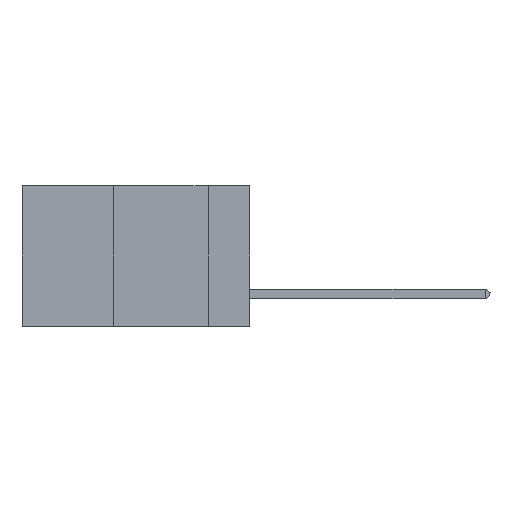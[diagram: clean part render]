
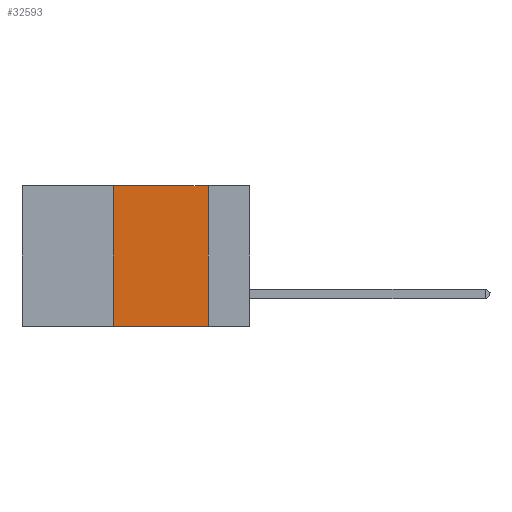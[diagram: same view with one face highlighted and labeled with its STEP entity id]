
A CAD part, left-side view. The second image highlights one B-rep face of the part: STEP entity #32593.
In plain terms, the highlighted planar face has unit normal (-1, 0, 0).
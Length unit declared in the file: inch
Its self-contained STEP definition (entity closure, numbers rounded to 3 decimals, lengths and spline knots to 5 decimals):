
#1384 = CARTESIAN_POINT ( 'NONE',  ( 0., 0.11, 0. ) ) ;
#3502 = LINE ( 'NONE', #28277, #4964 ) ;
#4092 = LINE ( 'NONE', #11073, #32908 ) ;
#4415 = EDGE_CURVE ( 'NONE', #15752, #13986, #4092, .T. ) ;
#4792 = AXIS2_PLACEMENT_3D ( 'NONE', #7437, #20565, #26719 ) ;
#4964 = VECTOR ( 'NONE', #37093, 39.37008 ) ;
#7437 = CARTESIAN_POINT ( 'NONE',  ( 0., 0.6, 0. ) ) ;
#9115 = EDGE_CURVE ( 'NONE', #13986, #23547, #16919, .T. ) ;
#11073 = CARTESIAN_POINT ( 'NONE',  ( 0., 0.6, 0. ) ) ;
#13164 = ORIENTED_EDGE ( 'NONE', *, *, #4415, .F. ) ;
#13986 = VERTEX_POINT ( 'NONE', #26009 ) ;
#15302 = ORIENTED_EDGE ( 'NONE', *, *, #19460, .T. ) ;
#15344 = DIRECTION ( 'NONE',  ( 0., -1., 0. ) ) ;
#15752 = VERTEX_POINT ( 'NONE', #38148 ) ;
#15839 = CARTESIAN_POINT ( 'NONE',  ( 0., 0.11, -0.37 ) ) ;
#16919 = LINE ( 'NONE', #1384, #17916 ) ;
#17916 = VECTOR ( 'NONE', #35439, 39.37008 ) ;
#18717 = EDGE_LOOP ( 'NONE', ( #36749, #13164, #31753, #15302 ) ) ;
#19460 = EDGE_CURVE ( 'NONE', #27739, #23547, #25147, .T. ) ;
#20565 = DIRECTION ( 'NONE',  ( 1., 0., 0. ) ) ;
#23274 = DIRECTION ( 'NONE',  ( 0., -1., 0. ) ) ;
#23547 = VERTEX_POINT ( 'NONE', #15839 ) ;
#25147 = LINE ( 'NONE', #38600, #30531 ) ;
#26009 = CARTESIAN_POINT ( 'NONE',  ( 0., 0.11, 0. ) ) ;
#26161 = PLANE ( 'NONE',  #4792 ) ;
#26719 = DIRECTION ( 'NONE',  ( 0., 0., -1. ) ) ;
#27739 = VERTEX_POINT ( 'NONE', #30702 ) ;
#28277 = CARTESIAN_POINT ( 'NONE',  ( 0., 0.36, 0. ) ) ;
#30531 = VECTOR ( 'NONE', #15344, 39.37008 ) ;
#30702 = CARTESIAN_POINT ( 'NONE',  ( 0., 0.36, -0.37 ) ) ;
#31753 = ORIENTED_EDGE ( 'NONE', *, *, #36914, .F. ) ;
#32593 = ADVANCED_FACE ( 'NONE', ( #39937 ), #26161, .F. ) ;
#32908 = VECTOR ( 'NONE', #23274, 39.37008 ) ;
#35439 = DIRECTION ( 'NONE',  ( 0., 0., -1. ) ) ;
#36749 = ORIENTED_EDGE ( 'NONE', *, *, #9115, .F. ) ;
#36914 = EDGE_CURVE ( 'NONE', #27739, #15752, #3502, .T. ) ;
#37093 = DIRECTION ( 'NONE',  ( 0., 0., 1. ) ) ;
#38148 = CARTESIAN_POINT ( 'NONE',  ( 0., 0.36, 0. ) ) ;
#38600 = CARTESIAN_POINT ( 'NONE',  ( 0., 0.6, -0.37 ) ) ;
#39937 = FACE_OUTER_BOUND ( 'NONE', #18717, .T. ) ;
